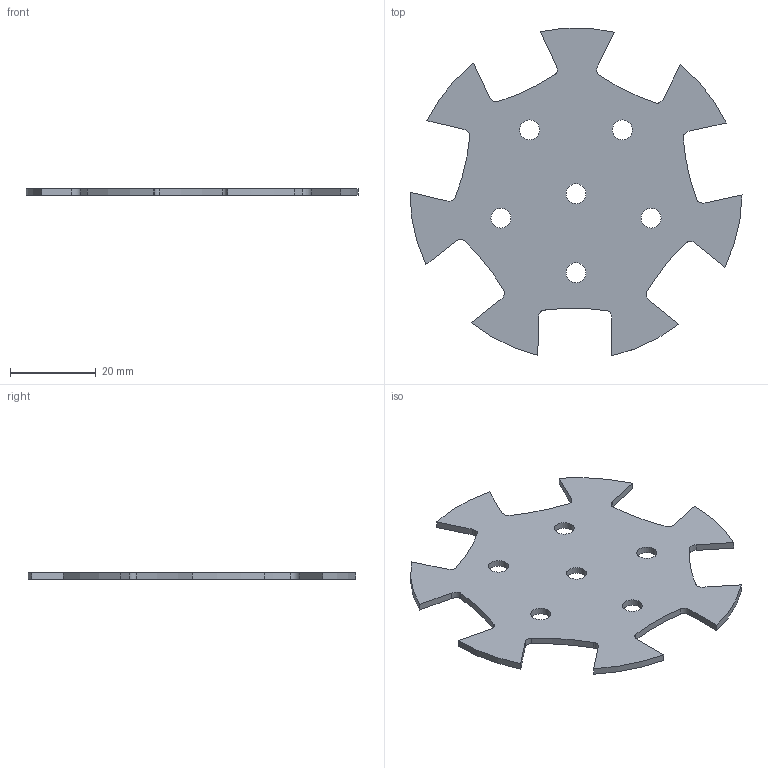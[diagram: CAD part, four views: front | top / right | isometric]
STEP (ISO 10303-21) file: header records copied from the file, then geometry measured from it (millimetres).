
FILE_DESCRIPTION(/* description */ (''),/* implementation_level */ '2;1');
FILE_NAME(/* name */ 'Delrin Face Plate 2_.step',/* time_stamp */ '2024-06-27T20:42:49-05:00',/* author */ (''),/* organization */ (''),/* preprocessor_version */ 'ST-DEVELOPER v20',/* originating_system */ 'Autodesk Translation Framework v13.14.0.145',/* authorisation */ '');
FILE_SCHEMA (('AUTOMOTIVE_DESIGN { 1 0 10303 214 3 1 1 }'));
Length unit declared in the file: inch
Products named in the file (1): 3.25" Omni [4" Roller V4]_Delrin Face Plate 2
Bounding box: 77.47 x 76.48 x 1.59 mm (x, y, z)
Volume: 5138 mm3; surface area: 7217.5 mm2
Topology: 1 solids, 1 shells, 50 faces, 144 edges, 96 vertices
Faces by surface type: cylinder 20, plane 16, bspline 14
Full cylindrical faces by diameter (mm): 4.648 x6
Entity records: 2092 total; most frequent: CARTESIAN_POINT 809, ORIENTED_EDGE 288, DIRECTION 230, EDGE_CURVE 144, VERTEX_POINT 96, AXIS2_PLACEMENT_3D 77, LINE 76, VECTOR 76
